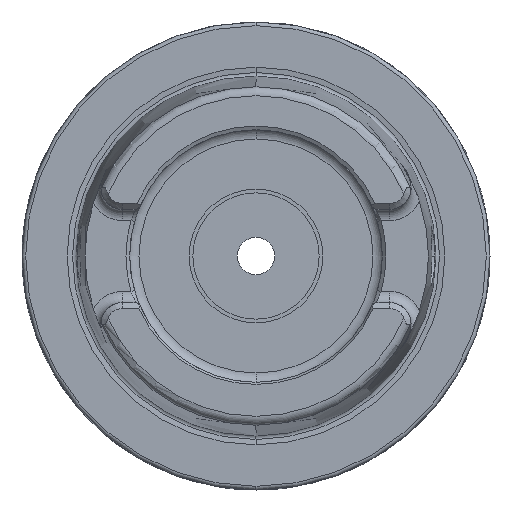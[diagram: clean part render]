
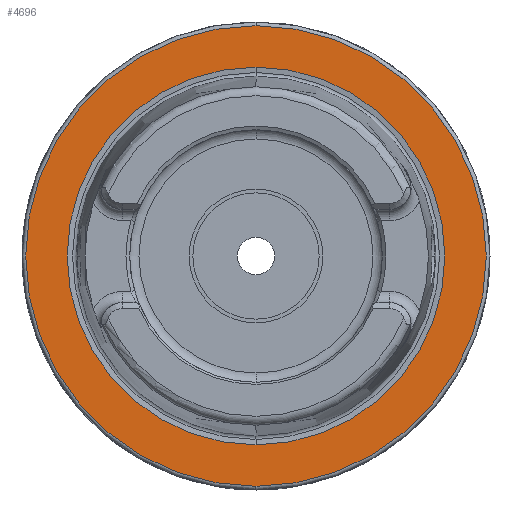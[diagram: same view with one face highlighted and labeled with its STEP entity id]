
A CAD part, left-side view. The second image highlights one B-rep face of the part: STEP entity #4696.
In plain terms, the highlighted planar face has unit normal (-1, 0, 0).
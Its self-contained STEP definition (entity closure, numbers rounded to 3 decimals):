
#1246=CARTESIAN_POINT('',(0.,0.,0.));
#1247=DIRECTION('',(1.,0.,0.));
#1248=DIRECTION('',(0.,0.,-1.));
#1249=AXIS2_PLACEMENT_3D('',#1246,#1247,#1248);
#1251=CARTESIAN_POINT('',(0.,0.,0.));
#1252=DIRECTION('',(1.,0.,0.));
#1253=DIRECTION('',(0.,0.,1.));
#1254=AXIS2_PLACEMENT_3D('',#1251,#1252,#1253);
#1256=CARTESIAN_POINT('',(0.,0.,0.));
#1257=DIRECTION('',(-1.,0.,0.));
#1258=DIRECTION('',(0.,0.,1.));
#1259=AXIS2_PLACEMENT_3D('',#1256,#1257,#1258);
#1261=CARTESIAN_POINT('',(0.,0.,0.));
#1262=DIRECTION('',(-1.,0.,0.));
#1263=DIRECTION('',(0.,0.,-1.));
#1264=AXIS2_PLACEMENT_3D('',#1261,#1262,#1263);
#2779=CARTESIAN_POINT('',(0.,0.,-25.42));
#2780=CARTESIAN_POINT('',(0.,0.,25.42));
#2781=VERTEX_POINT('',#2779);
#2782=VERTEX_POINT('',#2780);
#3108=CARTESIAN_POINT('',(0.,0.,31.));
#3109=CARTESIAN_POINT('',(0.,0.,-31.));
#3110=VERTEX_POINT('',#3108);
#3111=VERTEX_POINT('',#3109);
#4680=CARTESIAN_POINT('',(0.,0.,0.));
#4681=DIRECTION('',(1.,0.,0.));
#4682=DIRECTION('',(0.,0.,1.));
#4683=AXIS2_PLACEMENT_3D('',#4680,#4681,#4682);
#4684=PLANE('',#4683);
#4685=ORIENTED_EDGE('',*,*,#4670,.F.);
#4687=ORIENTED_EDGE('',*,*,#4686,.F.);
#4688=EDGE_LOOP('',(#4685,#4687));
#4689=FACE_OUTER_BOUND('',#4688,.F.);
#4691=ORIENTED_EDGE('',*,*,#4690,.F.);
#4693=ORIENTED_EDGE('',*,*,#4692,.F.);
#4694=EDGE_LOOP('',(#4691,#4693));
#4695=FACE_BOUND('',#4694,.F.);
#4696=ADVANCED_FACE('',(#4689,#4695),#4684,.F.);
#1250=CIRCLE('',#1249,25.42);
#1255=CIRCLE('',#1254,25.42);
#1260=CIRCLE('',#1259,31.);
#1265=CIRCLE('',#1264,31.);
#4670=EDGE_CURVE('',#3110,#3111,#1260,.T.);
#4686=EDGE_CURVE('',#3111,#3110,#1265,.T.);
#4690=EDGE_CURVE('',#2781,#2782,#1250,.T.);
#4692=EDGE_CURVE('',#2782,#2781,#1255,.T.);
